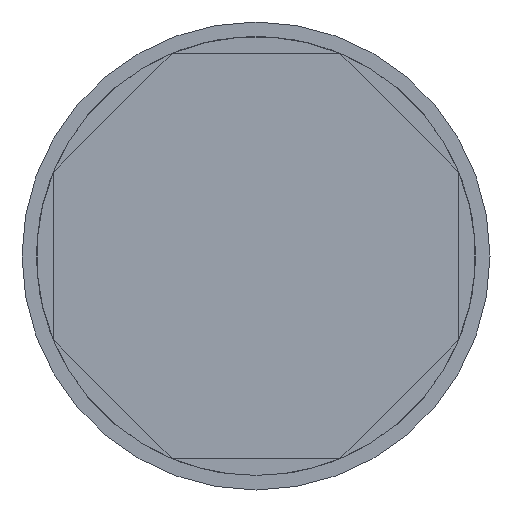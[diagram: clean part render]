
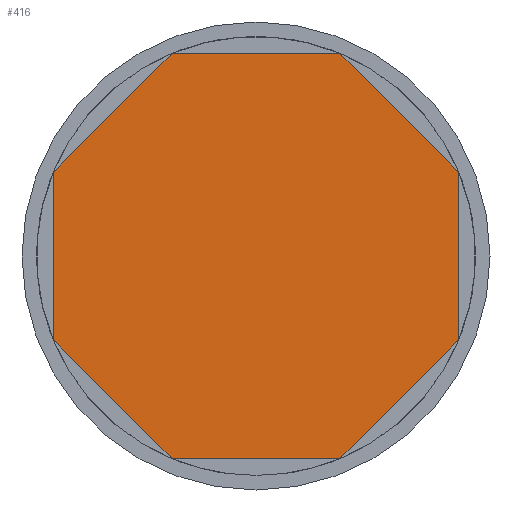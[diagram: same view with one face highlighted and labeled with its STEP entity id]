
A CAD part, left-side view. The second image highlights one B-rep face of the part: STEP entity #416.
In plain terms, the highlighted face is planar.
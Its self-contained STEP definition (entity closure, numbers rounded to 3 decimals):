
#39=LINE('',#677,#70);
#45=LINE('',#697,#76);
#51=LINE('',#716,#82);
#54=LINE('',#721,#85);
#57=LINE('',#727,#88);
#60=LINE('',#733,#91);
#62=LINE('',#736,#93);
#64=LINE('',#739,#95);
#70=VECTOR('',#535,10.);
#76=VECTOR('',#555,10.);
#82=VECTOR('',#573,10.);
#85=VECTOR('',#580,10.);
#88=VECTOR('',#585,10.);
#91=VECTOR('',#590,10.);
#93=VECTOR('',#594,10.);
#95=VECTOR('',#598,10.);
#112=PLANE('',#475);
#141=FACE_OUTER_BOUND('',#174,.T.);
#174=EDGE_LOOP('',(#357,#358,#359,#360,#361,#362,#363,#364));
#215=VERTEX_POINT('',#674);
#216=VERTEX_POINT('',#676);
#222=VERTEX_POINT('',#694);
#223=VERTEX_POINT('',#696);
#229=VERTEX_POINT('',#713);
#230=VERTEX_POINT('',#715);
#232=VERTEX_POINT('',#725);
#234=VERTEX_POINT('',#731);
#247=EDGE_CURVE('',#215,#216,#39,.T.);
#256=EDGE_CURVE('',#222,#223,#45,.T.);
#265=EDGE_CURVE('',#229,#230,#51,.T.);
#268=EDGE_CURVE('',#216,#229,#54,.T.);
#271=EDGE_CURVE('',#232,#215,#57,.T.);
#274=EDGE_CURVE('',#234,#232,#60,.T.);
#276=EDGE_CURVE('',#223,#234,#62,.T.);
#278=EDGE_CURVE('',#230,#222,#64,.T.);
#357=ORIENTED_EDGE('',*,*,#265,.F.);
#358=ORIENTED_EDGE('',*,*,#268,.F.);
#359=ORIENTED_EDGE('',*,*,#247,.F.);
#360=ORIENTED_EDGE('',*,*,#271,.F.);
#361=ORIENTED_EDGE('',*,*,#274,.F.);
#362=ORIENTED_EDGE('',*,*,#276,.F.);
#363=ORIENTED_EDGE('',*,*,#256,.F.);
#364=ORIENTED_EDGE('',*,*,#278,.F.);
#416=ADVANCED_FACE('',(#141),#112,.F.);
#475=AXIS2_PLACEMENT_3D('',#740,#599,#600);
#535=DIRECTION('',(1.,0.,0.));
#555=DIRECTION('',(-1.,0.,0.));
#573=DIRECTION('',(0.,1.,0.));
#580=DIRECTION('',(0.707,0.707,0.));
#585=DIRECTION('',(0.707,-0.707,0.));
#590=DIRECTION('',(0.,-1.,0.));
#594=DIRECTION('',(-0.707,-0.707,0.));
#598=DIRECTION('',(-0.707,0.707,0.));
#599=DIRECTION('center_axis',(0.,0.,1.));
#600=DIRECTION('ref_axis',(1.,0.,0.));
#674=CARTESIAN_POINT('',(-5.74,-13.858,-40.));
#676=CARTESIAN_POINT('',(5.74,-13.858,-40.));
#677=CARTESIAN_POINT('',(-5.74,-13.858,-40.));
#694=CARTESIAN_POINT('',(5.74,13.858,-40.));
#696=CARTESIAN_POINT('',(-5.74,13.858,-40.));
#697=CARTESIAN_POINT('',(5.74,13.858,-40.));
#713=CARTESIAN_POINT('',(13.858,-5.74,-40.));
#715=CARTESIAN_POINT('',(13.858,5.74,-40.));
#716=CARTESIAN_POINT('',(13.858,-5.74,-40.));
#721=CARTESIAN_POINT('',(5.74,-13.858,-40.));
#725=CARTESIAN_POINT('',(-13.858,-5.74,-40.));
#727=CARTESIAN_POINT('',(-13.858,-5.74,-40.));
#731=CARTESIAN_POINT('',(-13.858,5.74,-40.));
#733=CARTESIAN_POINT('',(-13.858,5.74,-40.));
#736=CARTESIAN_POINT('',(-5.74,13.858,-40.));
#739=CARTESIAN_POINT('',(13.858,5.74,-40.));
#740=CARTESIAN_POINT('Origin',(0.,0.,-40.));
